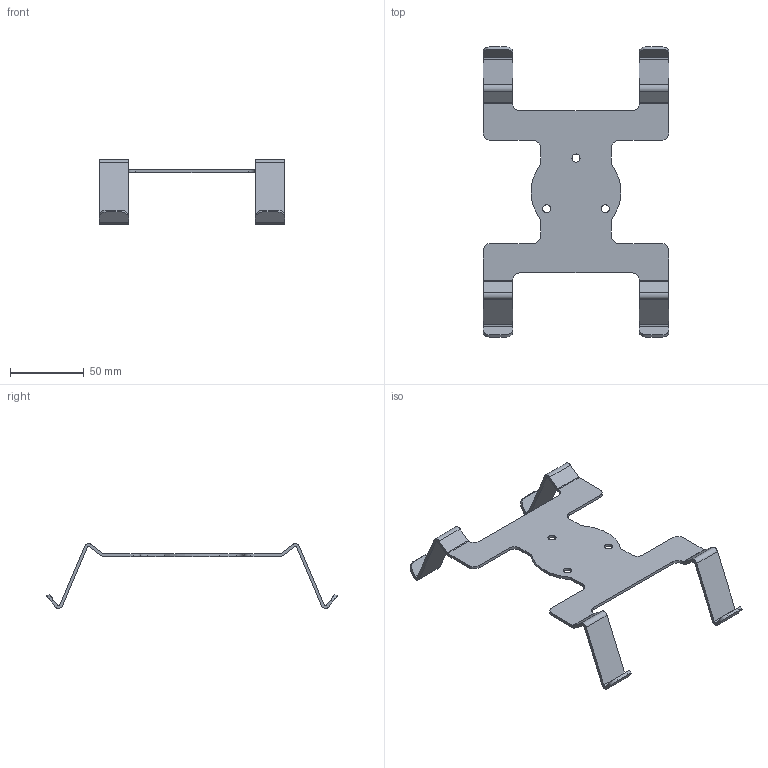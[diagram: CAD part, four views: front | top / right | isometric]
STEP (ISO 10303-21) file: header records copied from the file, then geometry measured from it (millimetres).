
FILE_DESCRIPTION(/* description */ ('Unknown'),/* implementation_level */ '2;1');
FILE_NAME(/* name */ 'C000 152-48rPa1',/* time_stamp */ '2020-09-14T09:38:37+02:00',/* author */ ('Unknown'),/* organization */ ('Unknown'),/* preprocessor_version */ 'ST-DEVELOPER v16.7',/* originating_system */ 'DEX',/* authorisation */ $);
FILE_SCHEMA (('AUTOMOTIVE_DESIGN {1 0 10303 214 3 1 1}'));
Length unit declared in the file: millimetre
Products named in the file (1): C000 152-48rPa1
Bounding box: 126 x 196.92 x 44.05 mm (x, y, z)
Volume: 29443 mm3; surface area: 31944.6 mm2
Topology: 1 solids, 1 shells, 97 faces, 280 edges, 185 vertices
Faces by surface type: cylinder 49, plane 48
Full cylindrical faces by diameter (mm): 5.5 x3
Entity records: 3212 total; most frequent: DIRECTION 568, CARTESIAN_POINT 554, ORIENTED_EDGE 548, EDGE_CURVE 274, AXIS2_PLACEMENT_3D 196, VERTEX_POINT 182, LINE 176, VECTOR 176
